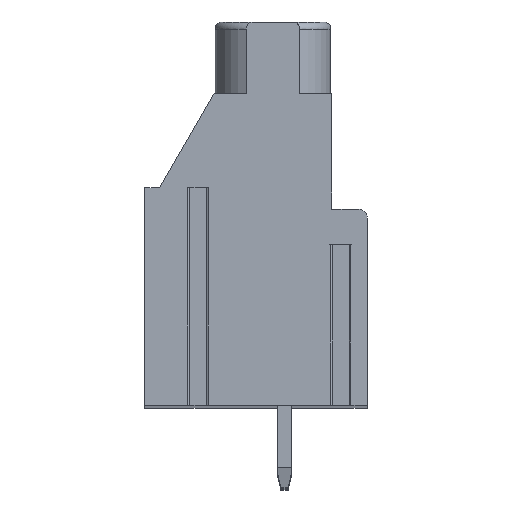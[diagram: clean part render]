
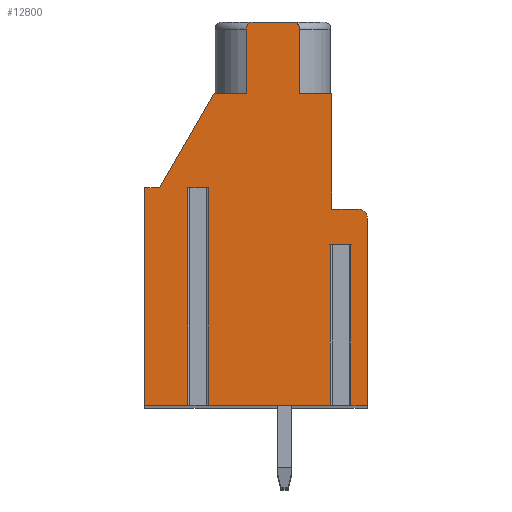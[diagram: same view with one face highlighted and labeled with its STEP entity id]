
A CAD part, top view. The second image highlights one B-rep face of the part: STEP entity #12800.
In plain terms, the highlighted planar face has unit normal (0, 0, 1).
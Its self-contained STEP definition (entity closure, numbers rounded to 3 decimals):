
#65=DIRECTION('',(-1.,0.,0.));
#66=VECTOR('',#65,1.146);
#67=CARTESIAN_POINT('',(-2.127,1.2,92.075));
#68=LINE('',#67,#66);
#69=DIRECTION('',(0.,-1.,0.));
#70=VECTOR('',#69,12.2);
#71=CARTESIAN_POINT('',(-3.273,1.2,92.075));
#72=LINE('',#71,#70);
#73=DIRECTION('',(1.,0.,0.));
#74=VECTOR('',#73,2.427);
#75=CARTESIAN_POINT('',(-5.7,-11.,92.075));
#76=LINE('',#75,#74);
#77=DIRECTION('',(0.,-1.,0.));
#78=VECTOR('',#77,12.2);
#79=CARTESIAN_POINT('',(-5.7,1.2,92.075));
#80=LINE('',#79,#78);
#81=DIRECTION('',(-1.,0.,0.));
#82=VECTOR('',#81,0.84);
#83=CARTESIAN_POINT('',(-4.86,1.2,92.075));
#84=LINE('',#83,#82);
#85=DIRECTION('',(-0.5,-0.866,0.));
#86=VECTOR('',#85,6.12);
#87=CARTESIAN_POINT('',(-1.8,6.5,92.075));
#88=LINE('',#87,#86);
#89=DIRECTION('',(-1.,0.,0.));
#90=VECTOR('',#89,1.8);
#91=CARTESIAN_POINT('',(0.,6.5,92.075));
#92=LINE('',#91,#90);
#93=DIRECTION('',(0.,-1.,0.));
#94=VECTOR('',#93,3.6);
#95=CARTESIAN_POINT('',(0.,10.1,92.075));
#96=LINE('',#95,#94);
#97=CARTESIAN_POINT('',(0.4,10.1,92.075));
#98=DIRECTION('',(0.,0.,1.));
#99=DIRECTION('',(0.,1.,0.));
#100=AXIS2_PLACEMENT_3D('',#97,#98,#99);
#102=DIRECTION('',(-1.,0.,0.));
#103=VECTOR('',#102,2.2);
#104=CARTESIAN_POINT('',(2.6,10.5,92.075));
#105=LINE('',#104,#103);
#106=CARTESIAN_POINT('',(2.6,10.1,92.075));
#107=DIRECTION('',(0.,0.,1.));
#108=DIRECTION('',(1.,0.,0.));
#109=AXIS2_PLACEMENT_3D('',#106,#107,#108);
#111=DIRECTION('',(0.,1.,0.));
#112=VECTOR('',#111,3.6);
#113=CARTESIAN_POINT('',(3.,6.5,92.075));
#114=LINE('',#113,#112);
#115=DIRECTION('',(-1.,0.,0.));
#116=VECTOR('',#115,1.8);
#117=CARTESIAN_POINT('',(4.8,6.5,92.075));
#118=LINE('',#117,#116);
#119=DIRECTION('',(0.,1.,0.));
#120=VECTOR('',#119,6.5);
#121=CARTESIAN_POINT('',(4.8,0.,92.075));
#122=LINE('',#121,#120);
#123=DIRECTION('',(-1.,0.,0.));
#124=VECTOR('',#123,1.5);
#125=CARTESIAN_POINT('',(6.3,0.,92.075));
#126=LINE('',#125,#124);
#127=CARTESIAN_POINT('',(6.3,-0.5,92.075));
#128=DIRECTION('',(0.,0.,1.));
#129=DIRECTION('',(1.,0.,0.));
#130=AXIS2_PLACEMENT_3D('',#127,#128,#129);
#132=DIRECTION('',(0.,1.,0.));
#133=VECTOR('',#132,10.5);
#134=CARTESIAN_POINT('',(6.8,-11.,92.075));
#135=LINE('',#134,#133);
#136=DIRECTION('',(1.,0.,0.));
#137=VECTOR('',#136,0.925);
#138=CARTESIAN_POINT('',(5.875,-11.,92.075));
#139=LINE('',#138,#137);
#140=DIRECTION('',(0.,-1.,0.));
#141=VECTOR('',#140,9.);
#142=CARTESIAN_POINT('',(5.875,-2.,92.075));
#143=LINE('',#142,#141);
#144=DIRECTION('',(-1.,0.,0.));
#145=VECTOR('',#144,1.146);
#146=CARTESIAN_POINT('',(5.875,-2.,92.075));
#147=LINE('',#146,#145);
#148=DIRECTION('',(0.,-1.,0.));
#149=VECTOR('',#148,9.);
#150=CARTESIAN_POINT('',(4.728,-2.,92.075));
#151=LINE('',#150,#149);
#152=DIRECTION('',(1.,0.,0.));
#153=VECTOR('',#152,6.855);
#154=CARTESIAN_POINT('',(-2.127,-11.,92.075));
#155=LINE('',#154,#153);
#156=DIRECTION('',(0.,-1.,0.));
#157=VECTOR('',#156,12.2);
#158=CARTESIAN_POINT('',(-2.127,1.2,92.075));
#159=LINE('',#158,#157);
#9971=CARTESIAN_POINT('',(6.8,-11.,92.075));
#9972=CARTESIAN_POINT('',(6.8,-0.5,92.075));
#9973=VERTEX_POINT('',#9971);
#9974=VERTEX_POINT('',#9972);
#9975=CARTESIAN_POINT('',(6.3,0.,92.075));
#9976=VERTEX_POINT('',#9975);
#9977=CARTESIAN_POINT('',(4.8,0.,92.075));
#9978=VERTEX_POINT('',#9977);
#9979=CARTESIAN_POINT('',(4.8,6.5,92.075));
#9980=VERTEX_POINT('',#9979);
#9981=CARTESIAN_POINT('',(3.,6.5,92.075));
#9982=VERTEX_POINT('',#9981);
#9983=CARTESIAN_POINT('',(3.,10.1,92.075));
#9984=VERTEX_POINT('',#9983);
#9985=CARTESIAN_POINT('',(2.6,10.5,92.075));
#9986=VERTEX_POINT('',#9985);
#9987=CARTESIAN_POINT('',(0.4,10.5,92.075));
#9988=VERTEX_POINT('',#9987);
#9989=CARTESIAN_POINT('',(0.,10.1,92.075));
#9990=VERTEX_POINT('',#9989);
#9991=CARTESIAN_POINT('',(0.,6.5,92.075));
#9992=VERTEX_POINT('',#9991);
#9993=CARTESIAN_POINT('',(-1.8,6.5,92.075));
#9994=VERTEX_POINT('',#9993);
#9995=CARTESIAN_POINT('',(-4.86,1.2,92.075));
#9996=VERTEX_POINT('',#9995);
#9997=CARTESIAN_POINT('',(-5.7,1.2,92.075));
#9998=VERTEX_POINT('',#9997);
#9999=CARTESIAN_POINT('',(-5.7,-11.,92.075));
#10000=VERTEX_POINT('',#9999);
#10157=CARTESIAN_POINT('',(5.875,-2.,92.075));
#10158=CARTESIAN_POINT('',(4.728,-2.,92.075));
#10159=VERTEX_POINT('',#10157);
#10160=VERTEX_POINT('',#10158);
#10161=CARTESIAN_POINT('',(5.875,-11.,92.075));
#10162=VERTEX_POINT('',#10161);
#10163=CARTESIAN_POINT('',(4.728,-11.,92.075));
#10164=VERTEX_POINT('',#10163);
#10189=CARTESIAN_POINT('',(-2.127,1.2,92.075));
#10190=CARTESIAN_POINT('',(-3.273,1.2,92.075));
#10191=VERTEX_POINT('',#10189);
#10192=VERTEX_POINT('',#10190);
#10193=CARTESIAN_POINT('',(-2.127,-11.,92.075));
#10194=VERTEX_POINT('',#10193);
#10195=CARTESIAN_POINT('',(-3.273,-11.,92.075));
#10196=VERTEX_POINT('',#10195);
#12747=CARTESIAN_POINT('',(0.,0.,92.075));
#12748=DIRECTION('',(0.,0.,1.));
#12749=DIRECTION('',(1.,0.,0.));
#12750=AXIS2_PLACEMENT_3D('',#12747,#12748,#12749);
#12751=PLANE('',#12750);
#12753=ORIENTED_EDGE('',*,*,#12752,.T.);
#12755=ORIENTED_EDGE('',*,*,#12754,.T.);
#12757=ORIENTED_EDGE('',*,*,#12756,.F.);
#12759=ORIENTED_EDGE('',*,*,#12758,.F.);
#12761=ORIENTED_EDGE('',*,*,#12760,.F.);
#12763=ORIENTED_EDGE('',*,*,#12762,.F.);
#12765=ORIENTED_EDGE('',*,*,#12764,.F.);
#12767=ORIENTED_EDGE('',*,*,#12766,.F.);
#12769=ORIENTED_EDGE('',*,*,#12768,.F.);
#12771=ORIENTED_EDGE('',*,*,#12770,.F.);
#12773=ORIENTED_EDGE('',*,*,#12772,.F.);
#12775=ORIENTED_EDGE('',*,*,#12774,.F.);
#12777=ORIENTED_EDGE('',*,*,#12776,.F.);
#12779=ORIENTED_EDGE('',*,*,#12778,.F.);
#12781=ORIENTED_EDGE('',*,*,#12780,.F.);
#12783=ORIENTED_EDGE('',*,*,#12782,.F.);
#12785=ORIENTED_EDGE('',*,*,#12784,.F.);
#12787=ORIENTED_EDGE('',*,*,#12786,.F.);
#12789=ORIENTED_EDGE('',*,*,#12788,.F.);
#12791=ORIENTED_EDGE('',*,*,#12790,.T.);
#12793=ORIENTED_EDGE('',*,*,#12792,.T.);
#12795=ORIENTED_EDGE('',*,*,#12794,.F.);
#12797=ORIENTED_EDGE('',*,*,#12796,.F.);
#12798=EDGE_LOOP('',(#12753,#12755,#12757,#12759,#12761,#12763,#12765,#12767,
#12769,#12771,#12773,#12775,#12777,#12779,#12781,#12783,#12785,#12787,#12789,
#12791,#12793,#12795,#12797));
#12799=FACE_OUTER_BOUND('',#12798,.F.);
#101=CIRCLE('',#100,0.4);
#110=CIRCLE('',#109,0.4);
#131=CIRCLE('',#130,0.5);
#12752=EDGE_CURVE('',#10191,#10192,#68,.T.);
#12754=EDGE_CURVE('',#10192,#10196,#72,.T.);
#12756=EDGE_CURVE('',#10000,#10196,#76,.T.);
#12758=EDGE_CURVE('',#9998,#10000,#80,.T.);
#12760=EDGE_CURVE('',#9996,#9998,#84,.T.);
#12762=EDGE_CURVE('',#9994,#9996,#88,.T.);
#12764=EDGE_CURVE('',#9992,#9994,#92,.T.);
#12766=EDGE_CURVE('',#9990,#9992,#96,.T.);
#12768=EDGE_CURVE('',#9988,#9990,#101,.T.);
#12770=EDGE_CURVE('',#9986,#9988,#105,.T.);
#12772=EDGE_CURVE('',#9984,#9986,#110,.T.);
#12774=EDGE_CURVE('',#9982,#9984,#114,.T.);
#12776=EDGE_CURVE('',#9980,#9982,#118,.T.);
#12778=EDGE_CURVE('',#9978,#9980,#122,.T.);
#12780=EDGE_CURVE('',#9976,#9978,#126,.T.);
#12782=EDGE_CURVE('',#9974,#9976,#131,.T.);
#12784=EDGE_CURVE('',#9973,#9974,#135,.T.);
#12786=EDGE_CURVE('',#10162,#9973,#139,.T.);
#12788=EDGE_CURVE('',#10159,#10162,#143,.T.);
#12790=EDGE_CURVE('',#10159,#10160,#147,.T.);
#12792=EDGE_CURVE('',#10160,#10164,#151,.T.);
#12794=EDGE_CURVE('',#10194,#10164,#155,.T.);
#12796=EDGE_CURVE('',#10191,#10194,#159,.T.);
#12800=ADVANCED_FACE('',(#12799),#12751,.T.);
